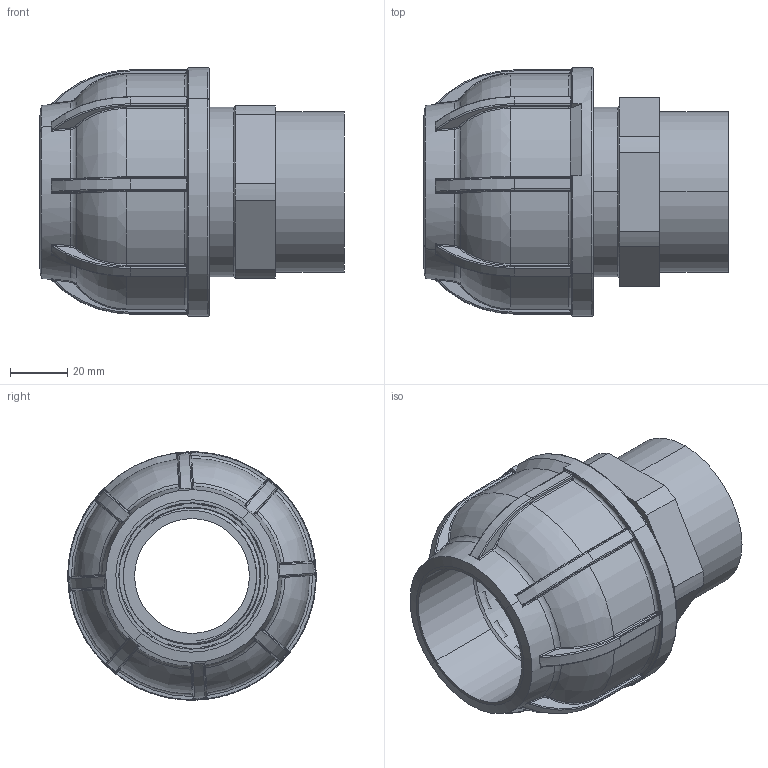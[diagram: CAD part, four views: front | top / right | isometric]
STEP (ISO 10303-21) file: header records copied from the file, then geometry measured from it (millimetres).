
FILE_DESCRIPTION (( 'STEP AP203' ), '1' );
FILE_NAME ('R202.050.112.step', '2013-11-19T09:04:34', ( 'Alusic' ), ( 'Alusic' ), 'SwSTEP 2.0', 'SolidWorks 2011', '' );
FILE_SCHEMA (( 'CONFIG_CONTROL_DESIGN' ));
Length unit declared in the file: millimetre
Products named in the file (1): R202.050.112
Bounding box: 105.95 x 86.48 x 86.48 mm (x, y, z)
Surface area: 61779.6 mm2 (no closed solid volume)
Topology: 0 solids, 16 shells, 602 faces, 1836 edges, 1150 vertices
Faces by surface type: cylinder 182, bspline 149, plane 139, torus 118, cone 11, sphere 3
Entity records: 30438 total; most frequent: CARTESIAN_POINT 16035, ORIENTED_EDGE 2926, DIRECTION 2825, EDGE_CURVE 1820, AXIS2_PLACEMENT_3D 1191, VERTEX_POINT 1150, CIRCLE 737, EDGE_LOOP 609
